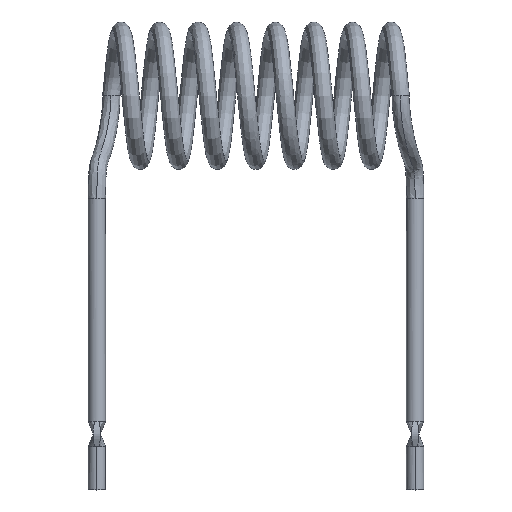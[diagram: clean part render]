
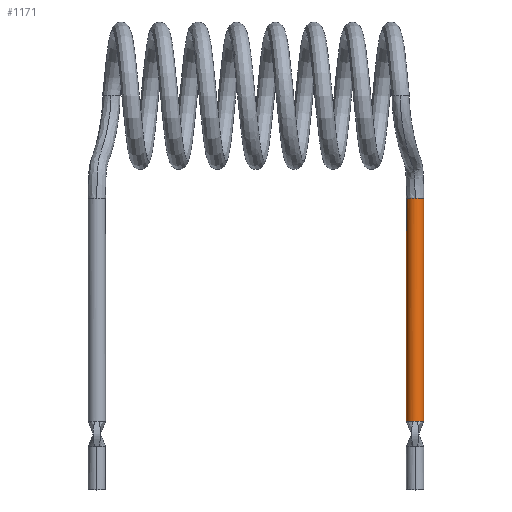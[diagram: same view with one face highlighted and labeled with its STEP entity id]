
A CAD part, top view. The second image highlights one B-rep face of the part: STEP entity #1171.
In plain terms, the highlighted cylindrical face has radius 0.6 mm (diameter 1.2 mm), a partial arc.
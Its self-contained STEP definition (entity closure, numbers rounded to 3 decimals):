
#21 = EDGE_CURVE ( 'NONE', #1489, #3182, #3533, .T. ) ;
#113 = DIRECTION ( 'NONE',  ( -1., 0., 0. ) ) ;
#177 = AXIS2_PLACEMENT_3D ( 'NONE', #586, #4168, #1598 ) ;
#234 = CARTESIAN_POINT ( 'NONE',  ( 11., 15.405, 0. ) ) ;
#239 = VERTEX_POINT ( 'NONE', #605 ) ;
#295 = CARTESIAN_POINT ( 'NONE',  ( 10.998, 15.405, 0.6 ) ) ;
#410 = VERTEX_POINT ( 'NONE', #1816 ) ;
#498 = DIRECTION ( 'NONE',  ( 0., 0., 1. ) ) ;
#551 = ORIENTED_EDGE ( 'NONE', *, *, #3712, .F. ) ;
#586 = CARTESIAN_POINT ( 'NONE',  ( 11., 0., 0. ) ) ;
#605 = CARTESIAN_POINT ( 'NONE',  ( 10.4, 0., 0. ) ) ;
#723 = VECTOR ( 'NONE', #3083, 1000. ) ;
#819 = CARTESIAN_POINT ( 'NONE',  ( 11., 0., 0. ) ) ;
#822 = CARTESIAN_POINT ( 'NONE',  ( 11., 0., 0. ) ) ;
#838 = DIRECTION ( 'NONE',  ( 0., -1., 0. ) ) ;
#843 = AXIS2_PLACEMENT_3D ( 'NONE', #822, #3977, #113 ) ;
#885 = ORIENTED_EDGE ( 'NONE', *, *, #3841, .T. ) ;
#896 = ORIENTED_EDGE ( 'NONE', *, *, #1833, .F. ) ;
#1136 = VERTEX_POINT ( 'NONE', #2372 ) ;
#1137 = CARTESIAN_POINT ( 'NONE',  ( 10.4, 0., 0. ) ) ;
#1152 = DIRECTION ( 'NONE',  ( 0.003, 0., -1. ) ) ;
#1171 = ADVANCED_FACE ( 'NONE', ( #2725 ), #3644, .T. ) ;
#1175 = EDGE_LOOP ( 'NONE', ( #1753, #885, #896, #2934, #551, #4037, #2762 ) ) ;
#1177 = CARTESIAN_POINT ( 'NONE',  ( 11.165, 0., 0.578 ) ) ;
#1198 = CARTESIAN_POINT ( 'NONE',  ( 11.6, 0., 0. ) ) ;
#1247 = CARTESIAN_POINT ( 'NONE',  ( 11.6, 15.405, 0. ) ) ;
#1468 = CIRCLE ( 'NONE', #1733, 0.6 ) ;
#1489 = VERTEX_POINT ( 'NONE', #1177 ) ;
#1598 = DIRECTION ( 'NONE',  ( 0., 0., 1. ) ) ;
#1723 = DIRECTION ( 'NONE',  ( 0., 1., 0. ) ) ;
#1733 = AXIS2_PLACEMENT_3D ( 'NONE', #2348, #1723, #2290 ) ;
#1753 = ORIENTED_EDGE ( 'NONE', *, *, #3295, .F. ) ;
#1816 = CARTESIAN_POINT ( 'NONE',  ( 11.6, 0., 0. ) ) ;
#1826 = EDGE_CURVE ( 'NONE', #1136, #2289, #3531, .T. ) ;
#1833 = EDGE_CURVE ( 'NONE', #2289, #2367, #2188, .T. ) ;
#1842 = DIRECTION ( 'NONE',  ( 0., 1., 0. ) ) ;
#2166 = CARTESIAN_POINT ( 'NONE',  ( 10.835, 0., 0.578 ) ) ;
#2179 = DIRECTION ( 'NONE',  ( 0.003, 0., -1. ) ) ;
#2188 = CIRCLE ( 'NONE', #2717, 0.6 ) ;
#2289 = VERTEX_POINT ( 'NONE', #295 ) ;
#2290 = DIRECTION ( 'NONE',  ( 0., 0., -1. ) ) ;
#2348 = CARTESIAN_POINT ( 'NONE',  ( 11., 0., 0. ) ) ;
#2367 = VERTEX_POINT ( 'NONE', #1247 ) ;
#2372 = CARTESIAN_POINT ( 'NONE',  ( 10.4, 15.405, 0. ) ) ;
#2474 = LINE ( 'NONE', #1137, #723 ) ;
#2536 = VECTOR ( 'NONE', #4058, 1000. ) ;
#2586 = AXIS2_PLACEMENT_3D ( 'NONE', #4033, #2802, #2179 ) ;
#2717 = AXIS2_PLACEMENT_3D ( 'NONE', #234, #1842, #1152 ) ;
#2725 = FACE_OUTER_BOUND ( 'NONE', #1175, .T. ) ;
#2762 = ORIENTED_EDGE ( 'NONE', *, *, #21, .F. ) ;
#2802 = DIRECTION ( 'NONE',  ( 0., 1., 0. ) ) ;
#2934 = ORIENTED_EDGE ( 'NONE', *, *, #1826, .F. ) ;
#3083 = DIRECTION ( 'NONE',  ( 0., 1., 0. ) ) ;
#3182 = VERTEX_POINT ( 'NONE', #2166 ) ;
#3274 = CIRCLE ( 'NONE', #177, 0.6 ) ;
#3295 = EDGE_CURVE ( 'NONE', #410, #1489, #3274, .T. ) ;
#3451 = EDGE_CURVE ( 'NONE', #239, #3182, #1468, .T. ) ;
#3531 = CIRCLE ( 'NONE', #2586, 0.6 ) ;
#3533 = CIRCLE ( 'NONE', #3933, 0.6 ) ;
#3644 = CYLINDRICAL_SURFACE ( 'NONE', #843, 0.6 ) ;
#3712 = EDGE_CURVE ( 'NONE', #239, #1136, #2474, .T. ) ;
#3841 = EDGE_CURVE ( 'NONE', #410, #2367, #4081, .T. ) ;
#3933 = AXIS2_PLACEMENT_3D ( 'NONE', #819, #838, #498 ) ;
#3977 = DIRECTION ( 'NONE',  ( 0., 1., 0. ) ) ;
#4033 = CARTESIAN_POINT ( 'NONE',  ( 11., 15.405, 0. ) ) ;
#4037 = ORIENTED_EDGE ( 'NONE', *, *, #3451, .T. ) ;
#4058 = DIRECTION ( 'NONE',  ( 0., 1., 0. ) ) ;
#4081 = LINE ( 'NONE', #1198, #2536 ) ;
#4168 = DIRECTION ( 'NONE',  ( 0., -1., 0. ) ) ;
